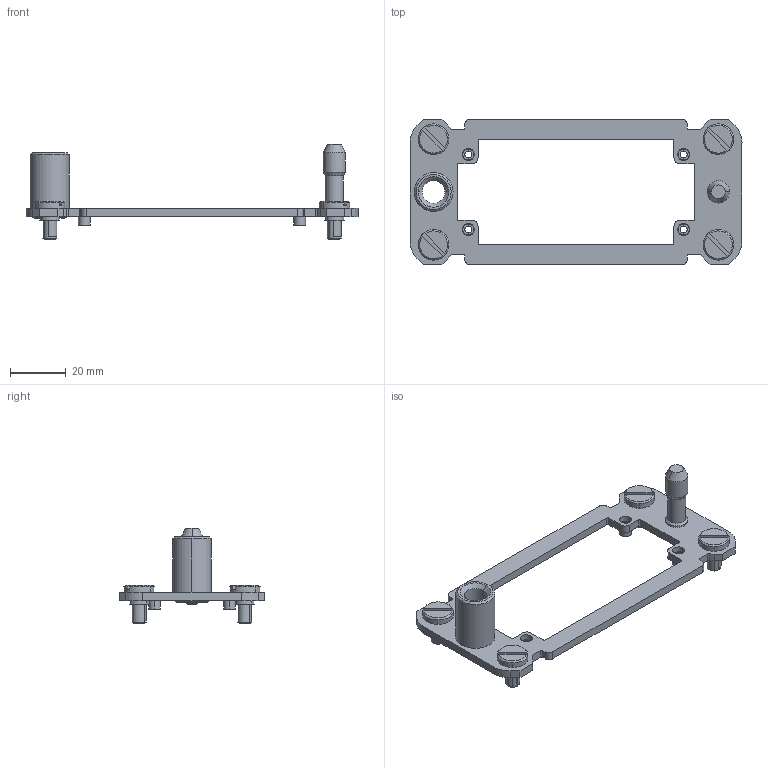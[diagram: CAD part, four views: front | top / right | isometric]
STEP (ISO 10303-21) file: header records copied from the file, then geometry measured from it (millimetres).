
FILE_DESCRIPTION(('Creo Elements/Direct Modeling STEP Export'),'2;1');
FILE_NAME('CR_16_DF.stp','2014-03-26T13:13:24',(''),(''),'Creo Elements/Direct Modeling STEP processor for AP214 (Solid Model)','Creo Elements/Direct Modeling 18.0B 02-Dec-2011 (C) Parametric Technology GmbH','');
FILE_SCHEMA(('AUTOMOTIVE_DESIGN { 1 0 10303 214 1 1 1 1 }'));
Length unit declared in the file: millimetre
Products named in the file (2): CR_16_DF
Assembly tree (1 placements, depth 2):
  CR_16_DF
    CR_16_DF
Bounding box: 119.5 x 52.5 x 34.2 mm (x, y, z)
Volume: 13124.7 mm3; surface area: 12229.9 mm2
Topology: 1 solids, 1 shells, 684 faces, 2058 edges, 1266 vertices
Faces by surface type: plane 532, cylinder 112, cone 40
Entity records: 20944 total; most frequent: ORIENTED_EDGE 4404, CARTESIAN_POINT 3617, DIRECTION 2966, EDGE_CURVE 2058, VECTOR 1320, LINE 1320, VERTEX_POINT 1266, AXIS2_PLACEMENT_3D 823
